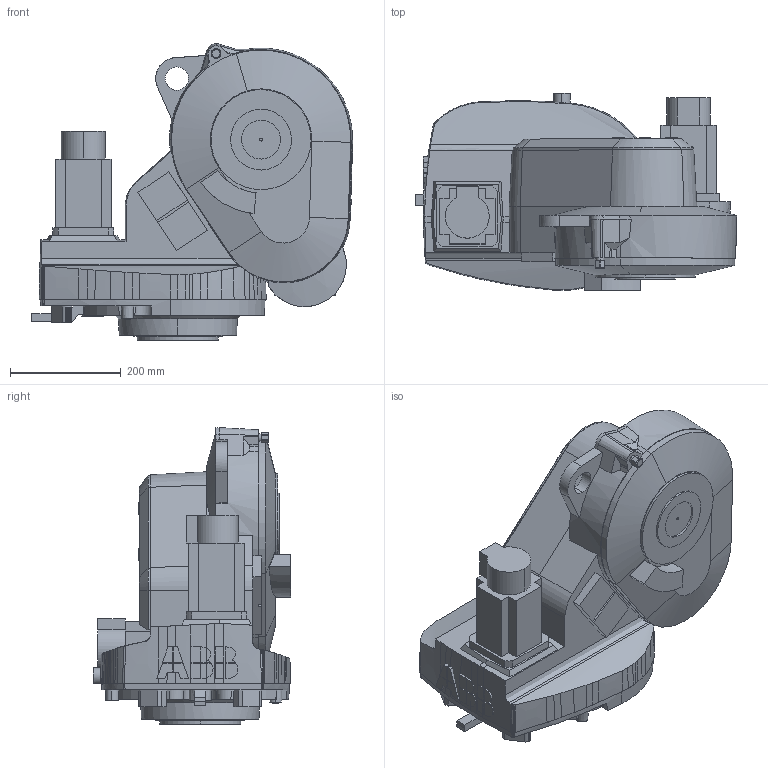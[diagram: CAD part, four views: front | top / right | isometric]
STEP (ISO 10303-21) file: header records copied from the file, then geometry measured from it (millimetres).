
FILE_DESCRIPTION (( 'STEP AP203' ), '1' );
FILE_NAME ('IRB1600_X-120_IRC5_rev1_LINK1.STEP', '2017-07-12T06:29:22', ( 'ABB' ), ( 'ABB' ), 'SwSTEP 2.0', 'SolidWorks 2016', '' );
FILE_SCHEMA (( 'CONFIG_CONTROL_DESIGN' ));
Length unit declared in the file: millimetre
Products named in the file (1): IRB1600_X-120_IRC5_rev1_LINK1
Bounding box: 579.25 x 355.5 x 535.06 mm (x, y, z)
Volume: 40470926.3 mm3; surface area: 1129948.7 mm2
Topology: 4 solids, 4 shells, 632 faces, 1744 edges, 1145 vertices
Faces by surface type: plane 388, bspline 220, cylinder 15, cone 9
Entity records: 24592 total; most frequent: CARTESIAN_POINT 10081, ORIENTED_EDGE 3488, DIRECTION 2094, EDGE_CURVE 1744, LINE 1172, VECTOR 1172, VERTEX_POINT 1145, EDGE_LOOP 659
